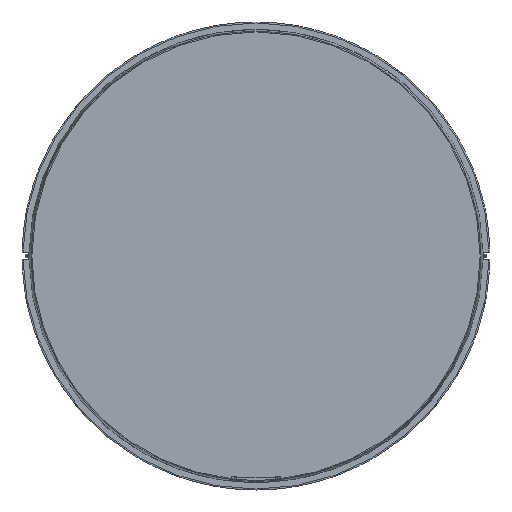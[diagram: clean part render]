
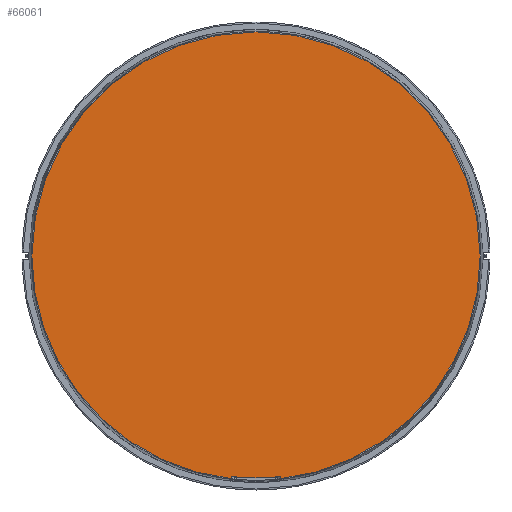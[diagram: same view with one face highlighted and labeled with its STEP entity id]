
A CAD part, left-side view. The second image highlights one B-rep face of the part: STEP entity #66061.
In plain terms, the highlighted planar face has unit normal (-1, 0, 0).
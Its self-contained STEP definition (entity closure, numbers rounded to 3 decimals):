
#56286=CARTESIAN_POINT(' ',(0.,8.222,-73.869));
#56287=VERTEX_POINT(' ',#56286);
#56301=CARTESIAN_POINT(' ',(0.,0.,0.));
#56306=DIRECTION(' ',(-1.,0.,0.));
#56311=DIRECTION(' ',(0.,1.,0.));
#56316=AXIS2_PLACEMENT_3D(' ',#56301,#56306,#56311);
#56321=CIRCLE('',#56316,74.325);
#56326=CARTESIAN_POINT(' ',(0.,74.325,0.));
#56327=VERTEX_POINT(' ',#56326);
#56331=EDGE_CURVE(' ',#56327,#56287,#56321,.T.);
#56611=CARTESIAN_POINT(' ',(0.,0.,0.));
#56616=DIRECTION(' ',(1.,0.,0.));
#56621=DIRECTION(' ',(0.,1.,0.));
#56626=AXIS2_PLACEMENT_3D(' ',#56611,#56616,#56621);
#56631=CIRCLE('',#56626,74.325);
#56636=CARTESIAN_POINT(' ',(0.,-74.325,0.));
#56637=VERTEX_POINT(' ',#56636);
#56641=EDGE_CURVE(' ',#56327,#56637,#56631,.T.);
#65756=CARTESIAN_POINT(' ',(0.,8.124,-73.851));
#65757=VERTEX_POINT(' ',#65756);
#65771=CARTESIAN_POINT(' ',(0.,8.2,-73.712));
#65776=DIRECTION(' ',(1.,0.,0.));
#65781=DIRECTION(' ',(0.,-0.479,-0.878));
#65786=AXIS2_PLACEMENT_3D(' ',#65771,#65776,#65781);
#65791=CIRCLE('',#65786,0.158);
#65796=EDGE_CURVE(' ',#65757,#56287,#65791,.T.);
#65826=DIRECTION(' ',(-1.,0.,0.));
#65831=CARTESIAN_POINT(' ',(0.,-74.325,75.186));
#65836=DIRECTION(' ',(0.,1.,0.));
#65841=AXIS2_PLACEMENT_3D(' ',#65831,#65826,#65836);
#65846=PLANE('',#65841);
#65851=CARTESIAN_POINT(' ',(0.,0.001,0.001));
#65856=DIRECTION(' ',(-1.,0.,0.));
#65861=DIRECTION(' ',(0.,-0.111,-0.994));
#65866=AXIS2_PLACEMENT_3D(' ',#65851,#65856,#65861);
#65871=CIRCLE('',#65866,74.326);
#65876=CARTESIAN_POINT(' ',(0.,-8.222,-73.869));
#65877=VERTEX_POINT(' ',#65876);
#65881=EDGE_CURVE(' ',#65877,#56637,#65871,.T.);
#65886=ORIENTED_EDGE(' ',*,*,#65881,.T.);
#65891=ORIENTED_EDGE(' ',*,*,#56641,.F.);
#65896=ORIENTED_EDGE(' ',*,*,#56331,.T.);
#65901=ORIENTED_EDGE(' ',*,*,#65796,.F.);
#65906=CARTESIAN_POINT(' ',(0.,8.124,-73.153));
#65911=DIRECTION(' ',(0.,0.,-1.));
#65916=VECTOR(' ',#65911,1.);
#65921=LINE('',#65906,#65916);
#65926=CARTESIAN_POINT(' ',(0.,8.124,-73.153));
#65927=VERTEX_POINT(' ',#65926);
#65931=EDGE_CURVE(' ',#65927,#65757,#65921,.T.);
#65936=ORIENTED_EDGE(' ',*,*,#65931,.F.);
#65941=CARTESIAN_POINT(' ',(0.,0.,-0.001));
#65946=DIRECTION(' ',(-1.,0.,0.));
#65951=DIRECTION(' ',(0.,0.11,-0.994));
#65956=AXIS2_PLACEMENT_3D(' ',#65941,#65946,#65951);
#65961=CIRCLE('',#65956,73.602);
#65966=CARTESIAN_POINT(' ',(0.,-8.124,-73.153));
#65967=VERTEX_POINT(' ',#65966);
#65971=EDGE_CURVE(' ',#65927,#65967,#65961,.T.);
#65976=ORIENTED_EDGE(' ',*,*,#65971,.T.);
#65981=CARTESIAN_POINT(' ',(0.,-8.124,-73.153));
#65986=DIRECTION(' ',(0.,0.,-1.));
#65991=VECTOR(' ',#65986,1.);
#65996=LINE('',#65981,#65991);
#66001=CARTESIAN_POINT(' ',(0.,-8.124,-73.851));
#66002=VERTEX_POINT(' ',#66001);
#66006=EDGE_CURVE(' ',#65967,#66002,#65996,.T.);
#66011=ORIENTED_EDGE(' ',*,*,#66006,.T.);
#66016=CARTESIAN_POINT(' ',(0.,-8.2,-73.711));
#66021=DIRECTION(' ',(-1.,0.,0.));
#66026=DIRECTION(' ',(0.,0.477,-0.879));
#66031=AXIS2_PLACEMENT_3D(' ',#66016,#66021,#66026);
#66036=CIRCLE('',#66031,0.159);
#66041=EDGE_CURVE(' ',#66002,#65877,#66036,.T.);
#66046=ORIENTED_EDGE(' ',*,*,#66041,.T.);
#66051=EDGE_LOOP(' ',(#65886,#65891,#65896,#65901,#65936,#65976,#66011,#66046));
#66056=FACE_OUTER_BOUND(' ',#66051,.T.);
#66061=ADVANCED_FACE('',(#66056),#65846,.T.);
